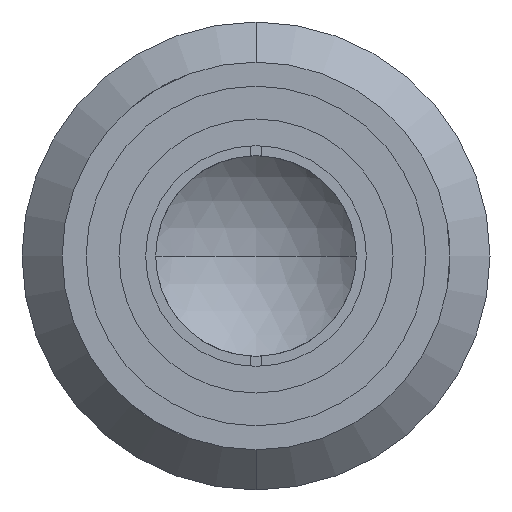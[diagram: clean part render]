
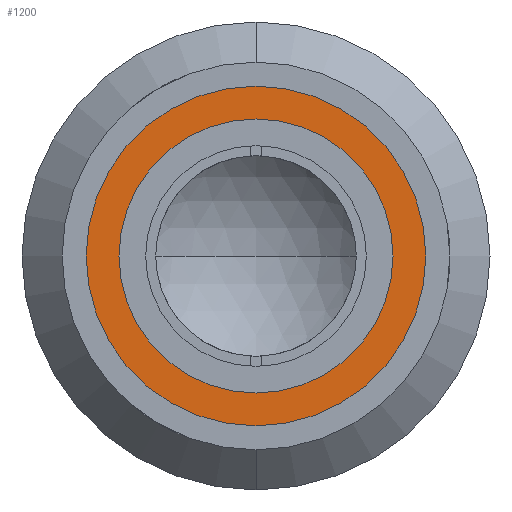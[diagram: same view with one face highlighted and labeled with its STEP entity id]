
A CAD part, front view. The second image highlights one B-rep face of the part: STEP entity #1200.
In plain terms, the highlighted planar face has unit normal (0, -1, 0).
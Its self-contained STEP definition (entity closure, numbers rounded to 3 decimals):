
#45 = VERTEX_POINT ( 'NONE', #1988 ) ;
#136 = EDGE_LOOP ( 'NONE', ( #2409, #739 ) ) ;
#146 = EDGE_LOOP ( 'NONE', ( #995, #1043 ) ) ;
#236 = DIRECTION ( 'NONE',  ( 0., 0., 1. ) ) ;
#318 = AXIS2_PLACEMENT_3D ( 'NONE', #452, #426, #236 ) ;
#426 = DIRECTION ( 'NONE',  ( 0., 1., 0. ) ) ;
#442 = EDGE_CURVE ( 'NONE', #1637, #2311, #1527, .T. ) ;
#452 = CARTESIAN_POINT ( 'NONE',  ( 0., -119.279, 0. ) ) ;
#540 = CARTESIAN_POINT ( 'NONE',  ( 0., -119.279, -12.7 ) ) ;
#548 = DIRECTION ( 'NONE',  ( 0., 0., 1. ) ) ;
#561 = DIRECTION ( 'NONE',  ( 0., 1., 0. ) ) ;
#659 = CARTESIAN_POINT ( 'NONE',  ( 0., -119.279, -10.25 ) ) ;
#661 = CARTESIAN_POINT ( 'NONE',  ( 0., -119.279, 0. ) ) ;
#739 = ORIENTED_EDGE ( 'NONE', *, *, #442, .T. ) ;
#901 = CARTESIAN_POINT ( 'NONE',  ( 0., -119.279, 0. ) ) ;
#995 = ORIENTED_EDGE ( 'NONE', *, *, #1767, .F. ) ;
#1043 = ORIENTED_EDGE ( 'NONE', *, *, #2300, .F. ) ;
#1114 = DIRECTION ( 'NONE',  ( 0., 0., 1. ) ) ;
#1136 = AXIS2_PLACEMENT_3D ( 'NONE', #2659, #1554, #1342 ) ;
#1200 = ADVANCED_FACE ( 'NONE', ( #2650, #2082 ), #2770, .F. ) ;
#1304 = CIRCLE ( 'NONE', #1800, 10.25 ) ;
#1342 = DIRECTION ( 'NONE',  ( 0., 0., 1. ) ) ;
#1464 = AXIS2_PLACEMENT_3D ( 'NONE', #2779, #2754, #2746 ) ;
#1527 = CIRCLE ( 'NONE', #2006, 10.25 ) ;
#1554 = DIRECTION ( 'NONE',  ( 0., 1., 0. ) ) ;
#1577 = VERTEX_POINT ( 'NONE', #540 ) ;
#1637 = VERTEX_POINT ( 'NONE', #659 ) ;
#1767 = EDGE_CURVE ( 'NONE', #45, #1577, #2420, .T. ) ;
#1800 = AXIS2_PLACEMENT_3D ( 'NONE', #901, #2391, #1114 ) ;
#1988 = CARTESIAN_POINT ( 'NONE',  ( 0., -119.279, 12.7 ) ) ;
#2006 = AXIS2_PLACEMENT_3D ( 'NONE', #661, #561, #548 ) ;
#2082 = FACE_BOUND ( 'NONE', #136, .T. ) ;
#2300 = EDGE_CURVE ( 'NONE', #1577, #45, #2742, .T. ) ;
#2311 = VERTEX_POINT ( 'NONE', #2361 ) ;
#2361 = CARTESIAN_POINT ( 'NONE',  ( 0., -119.279, 10.25 ) ) ;
#2391 = DIRECTION ( 'NONE',  ( 0., 1., 0. ) ) ;
#2409 = ORIENTED_EDGE ( 'NONE', *, *, #2778, .T. ) ;
#2420 = CIRCLE ( 'NONE', #318, 12.7 ) ;
#2650 = FACE_OUTER_BOUND ( 'NONE', #146, .T. ) ;
#2659 = CARTESIAN_POINT ( 'NONE',  ( 0., -119.279, 0. ) ) ;
#2742 = CIRCLE ( 'NONE', #1136, 12.7 ) ;
#2746 = DIRECTION ( 'NONE',  ( 0., 0., 1. ) ) ;
#2754 = DIRECTION ( 'NONE',  ( 0., 1., 0. ) ) ;
#2770 = PLANE ( 'NONE',  #1464 ) ;
#2778 = EDGE_CURVE ( 'NONE', #2311, #1637, #1304, .T. ) ;
#2779 = CARTESIAN_POINT ( 'NONE',  ( 12.7, -119.279, 0. ) ) ;
